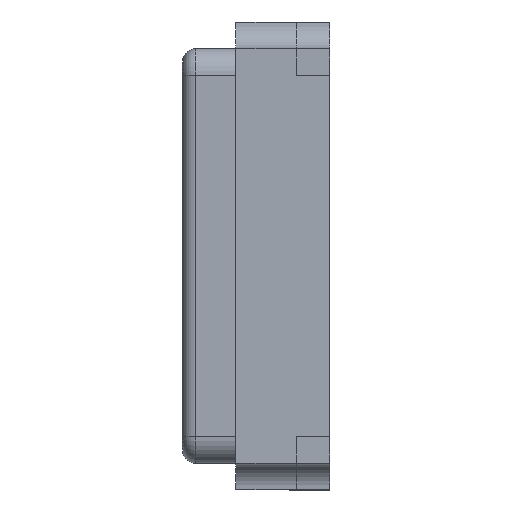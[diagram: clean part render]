
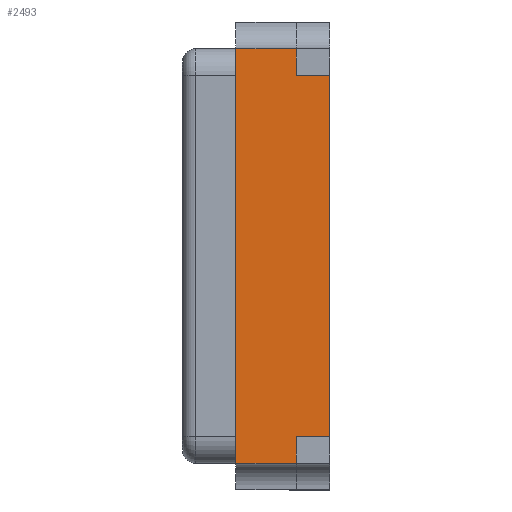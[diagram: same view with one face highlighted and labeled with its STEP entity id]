
A CAD part, left-side view. The second image highlights one B-rep face of the part: STEP entity #2493.
In plain terms, the highlighted planar face has unit normal (-1, 0, 0).
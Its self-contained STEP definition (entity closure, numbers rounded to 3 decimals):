
#45 = VERTEX_POINT ( 'NONE', #2651 ) ;
#51 = EDGE_CURVE ( 'NONE', #2929, #45, #879, .T. ) ;
#168 = CARTESIAN_POINT ( 'NONE',  ( -3., 0., 1.75 ) ) ;
#406 = DIRECTION ( 'NONE',  ( 0., 0., 1. ) ) ;
#413 = VECTOR ( 'NONE', #1503, 1000. ) ;
#510 = EDGE_CURVE ( 'NONE', #1853, #2969, #757, .T. ) ;
#625 = LINE ( 'NONE', #1557, #2550 ) ;
#639 = CARTESIAN_POINT ( 'NONE',  ( -3., 0.7, -1.55 ) ) ;
#684 = VECTOR ( 'NONE', #2856, 1000. ) ;
#703 = DIRECTION ( 'NONE',  ( 1., 0., 0. ) ) ;
#714 = EDGE_CURVE ( 'NONE', #1696, #2013, #1531, .T. ) ;
#757 = LINE ( 'NONE', #2337, #684 ) ;
#820 = CARTESIAN_POINT ( 'NONE',  ( -3., 0.25, 1.55 ) ) ;
#868 = DIRECTION ( 'NONE',  ( 0., 0., -1. ) ) ;
#872 = VECTOR ( 'NONE', #2829, 1000. ) ;
#879 = LINE ( 'NONE', #168, #1462 ) ;
#948 = VECTOR ( 'NONE', #406, 1000. ) ;
#1000 = EDGE_CURVE ( 'NONE', #2870, #2929, #1884, .T. ) ;
#1004 = ORIENTED_EDGE ( 'NONE', *, *, #3097, .F. ) ;
#1020 = AXIS2_PLACEMENT_3D ( 'NONE', #2184, #703, #2672 ) ;
#1094 = CARTESIAN_POINT ( 'NONE',  ( -3., 0.25, -1.55 ) ) ;
#1156 = ORIENTED_EDGE ( 'NONE', *, *, #51, .T. ) ;
#1170 = CARTESIAN_POINT ( 'NONE',  ( -3., 0., -1.35 ) ) ;
#1200 = PLANE ( 'NONE',  #1020 ) ;
#1225 = FACE_OUTER_BOUND ( 'NONE', #3005, .T. ) ;
#1251 = DIRECTION ( 'NONE',  ( 0., -1., 0. ) ) ;
#1268 = ORIENTED_EDGE ( 'NONE', *, *, #714, .T. ) ;
#1319 = VECTOR ( 'NONE', #1251, 1000. ) ;
#1332 = ORIENTED_EDGE ( 'NONE', *, *, #2658, .F. ) ;
#1350 = CARTESIAN_POINT ( 'NONE',  ( -3., 0.25, 1.35 ) ) ;
#1363 = CARTESIAN_POINT ( 'NONE',  ( -3., 0.25, -1.55 ) ) ;
#1462 = VECTOR ( 'NONE', #2600, 1000. ) ;
#1503 = DIRECTION ( 'NONE',  ( 0., -1., 0. ) ) ;
#1516 = CARTESIAN_POINT ( 'NONE',  ( -3., 0.7, 1.55 ) ) ;
#1531 = LINE ( 'NONE', #3079, #872 ) ;
#1557 = CARTESIAN_POINT ( 'NONE',  ( -3., 0.25, 1.55 ) ) ;
#1675 = EDGE_CURVE ( 'NONE', #2870, #2013, #2761, .T. ) ;
#1696 = VERTEX_POINT ( 'NONE', #639 ) ;
#1715 = CARTESIAN_POINT ( 'NONE',  ( -3., 0.25, -1.35 ) ) ;
#1723 = ORIENTED_EDGE ( 'NONE', *, *, #1905, .F. ) ;
#1853 = VERTEX_POINT ( 'NONE', #820 ) ;
#1884 = LINE ( 'NONE', #2015, #413 ) ;
#1905 = EDGE_CURVE ( 'NONE', #1853, #2464, #625, .T. ) ;
#2013 = VERTEX_POINT ( 'NONE', #1094 ) ;
#2015 = CARTESIAN_POINT ( 'NONE',  ( -3., 0.25, -1.35 ) ) ;
#2028 = VECTOR ( 'NONE', #868, 1000. ) ;
#2184 = CARTESIAN_POINT ( 'NONE',  ( -3., 0.7, 1.75 ) ) ;
#2248 = CARTESIAN_POINT ( 'NONE',  ( -3., 0.25, 1.35 ) ) ;
#2337 = CARTESIAN_POINT ( 'NONE',  ( -3., 0.7, 1.55 ) ) ;
#2400 = CARTESIAN_POINT ( 'NONE',  ( -3., 0.7, 1.75 ) ) ;
#2464 = VERTEX_POINT ( 'NONE', #1350 ) ;
#2493 = ADVANCED_FACE ( 'NONE', ( #1225 ), #1200, .F. ) ;
#2550 = VECTOR ( 'NONE', #3020, 1000. ) ;
#2592 = LINE ( 'NONE', #2400, #948 ) ;
#2600 = DIRECTION ( 'NONE',  ( 0., 0., 1. ) ) ;
#2642 = LINE ( 'NONE', #2248, #1319 ) ;
#2651 = CARTESIAN_POINT ( 'NONE',  ( -3., 0., 1.35 ) ) ;
#2658 = EDGE_CURVE ( 'NONE', #2464, #45, #2642, .T. ) ;
#2670 = ORIENTED_EDGE ( 'NONE', *, *, #1675, .F. ) ;
#2672 = DIRECTION ( 'NONE',  ( 0., 0., -1. ) ) ;
#2761 = LINE ( 'NONE', #1363, #2028 ) ;
#2829 = DIRECTION ( 'NONE',  ( 0., -1., 0. ) ) ;
#2856 = DIRECTION ( 'NONE',  ( 0., 1., 0. ) ) ;
#2870 = VERTEX_POINT ( 'NONE', #1715 ) ;
#2887 = ORIENTED_EDGE ( 'NONE', *, *, #1000, .T. ) ;
#2929 = VERTEX_POINT ( 'NONE', #1170 ) ;
#2969 = VERTEX_POINT ( 'NONE', #1516 ) ;
#3005 = EDGE_LOOP ( 'NONE', ( #1156, #1332, #1723, #3133, #1004, #1268, #2670, #2887 ) ) ;
#3020 = DIRECTION ( 'NONE',  ( 0., 0., -1. ) ) ;
#3079 = CARTESIAN_POINT ( 'NONE',  ( -3., 0.7, -1.55 ) ) ;
#3097 = EDGE_CURVE ( 'NONE', #1696, #2969, #2592, .T. ) ;
#3133 = ORIENTED_EDGE ( 'NONE', *, *, #510, .T. ) ;
